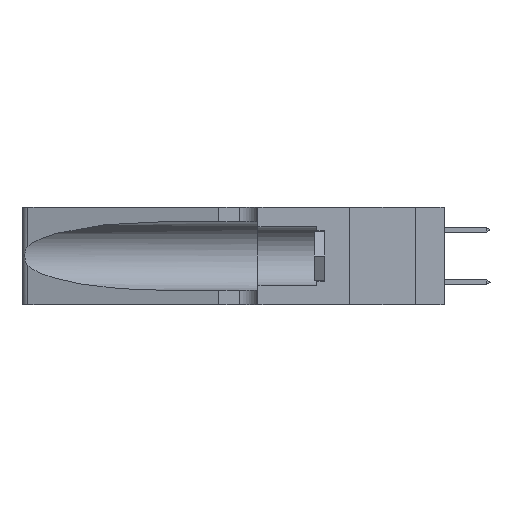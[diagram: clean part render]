
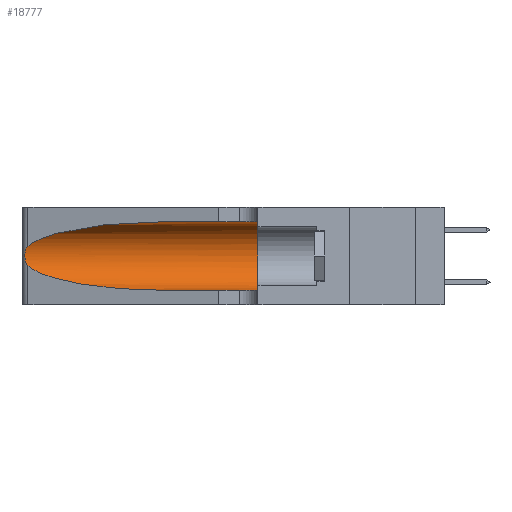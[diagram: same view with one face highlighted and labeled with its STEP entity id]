
A CAD part, left-side view. The second image highlights one B-rep face of the part: STEP entity #18777.
In plain terms, the highlighted cylindrical face has radius 3.308 mm (diameter 6.617 mm), a partial arc.
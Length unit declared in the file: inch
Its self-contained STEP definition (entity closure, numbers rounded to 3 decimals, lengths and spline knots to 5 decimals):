
#312 = LINE ( 'NONE', #4112, #22418 ) ;
#730 = CARTESIAN_POINT ( 'NONE',  ( 0.1305, 0.35, 0.185 ) ) ;
#1220 = ORIENTED_EDGE ( 'NONE', *, *, #18400, .T. ) ;
#1585 = ORIENTED_EDGE ( 'NONE', *, *, #13436, .T. ) ;
#1804 = CARTESIAN_POINT ( 'NONE',  ( 0.1305, 1.61858, 0.31525 ) ) ;
#2007 = CYLINDRICAL_SURFACE ( 'NONE', #9275, 0.13025 ) ;
#2702 = CARTESIAN_POINT ( 'NONE',  ( 0.18966, 0.96281, 0.31525 ) ) ;
#2776 = DIRECTION ( 'NONE',  ( 0., -1., 0. ) ) ;
#2923 = DIRECTION ( 'NONE',  ( 0., 0., 1. ) ) ;
#3123 = ORIENTED_EDGE ( 'NONE', *, *, #19515, .F. ) ;
#3143 =( BOUNDED_CURVE ( )  B_SPLINE_CURVE ( 3, ( #21846, #2702, #7067, #21935 ),
 .UNSPECIFIED., .F., .F. ) 
 B_SPLINE_CURVE_WITH_KNOTS ( ( 4, 4 ),
 ( 1.5708, 2.84003 ),
 .UNSPECIFIED. ) 
 CURVE ( )  GEOMETRIC_REPRESENTATION_ITEM ( )  RATIONAL_B_SPLINE_CURVE ( ( 1., 0.87, 0.87, 1. ) ) 
 REPRESENTATION_ITEM ( '' )  );
#3652 = CARTESIAN_POINT ( 'NONE',  ( 0.2373, 1.15595, 0.08982 ) ) ;
#3971 = CARTESIAN_POINT ( 'NONE',  ( 0.25787, 1.23484, 0.2124 ) ) ;
#4112 = CARTESIAN_POINT ( 'NONE',  ( 0.1305, 1.61858, 0.05475 ) ) ;
#5223 = B_SPLINE_CURVE_WITH_KNOTS ( 'NONE', 3,
 ( #20955, #25189, #16778, #3971, #18924, #6185, #21040, #8303, #23201, #10442, #25274, #12573, #27349, #14729 ),
 .UNSPECIFIED., .F., .F.,
 ( 4, 2, 2, 2, 2, 2, 4 ),
 ( 0., 0.00027, 0.00053, 0.00107, 0.0016, 0.00187, 0.00214 ),
 .UNSPECIFIED. ) ;
#5843 = CARTESIAN_POINT ( 'NONE',  ( 0.18966, 0.96281, 0.05475 ) ) ;
#6071 = CIRCLE ( 'NONE', #23023, 0.13025 ) ;
#6185 = CARTESIAN_POINT ( 'NONE',  ( 0.26018, 1.23835, 0.19895 ) ) ;
#6921 = VERTEX_POINT ( 'NONE', #15901 ) ;
#6959 = VERTEX_POINT ( 'NONE', #22305 ) ;
#7038 = DIRECTION ( 'NONE',  ( 0., 0., -1. ) ) ;
#7067 = CARTESIAN_POINT ( 'NONE',  ( 0.2373, 1.15595, 0.28018 ) ) ;
#7940 = VERTEX_POINT ( 'NONE', #19365 ) ;
#8155 =( BOUNDED_CURVE ( )  B_SPLINE_CURVE ( 3, ( #16469, #3652, #5843, #20726 ),
 .UNSPECIFIED., .F., .T. ) 
 B_SPLINE_CURVE_WITH_KNOTS ( ( 4, 4 ),
 ( 3.44316, 4.71239 ),
 .UNSPECIFIED. ) 
 CURVE ( )  GEOMETRIC_REPRESENTATION_ITEM ( )  RATIONAL_B_SPLINE_CURVE ( ( 1., 0.87, 0.87, 1. ) ) 
 REPRESENTATION_ITEM ( '' )  );
#8303 = CARTESIAN_POINT ( 'NONE',  ( 0.26075, 1.23896, 0.178 ) ) ;
#9071 = VECTOR ( 'NONE', #23210, 39.37008 ) ;
#9260 = ORIENTED_EDGE ( 'NONE', *, *, #19151, .F. ) ;
#9275 = AXIS2_PLACEMENT_3D ( 'NONE', #13446, #2776, #7038 ) ;
#9569 = EDGE_LOOP ( 'NONE', ( #23207, #27396, #1220, #1585, #3123, #9260 ) ) ;
#10442 = CARTESIAN_POINT ( 'NONE',  ( 0.25856, 1.23593, 0.16098 ) ) ;
#12573 = CARTESIAN_POINT ( 'NONE',  ( 0.25639, 1.23186, 0.15144 ) ) ;
#12947 = VERTEX_POINT ( 'NONE', #19732 ) ;
#13436 = EDGE_CURVE ( 'NONE', #12947, #21405, #312, .T. ) ;
#13446 = CARTESIAN_POINT ( 'NONE',  ( 0.1305, 1.61858, 0.185 ) ) ;
#14523 = EDGE_CURVE ( 'NONE', #19527, #6921, #5223, .T. ) ;
#14729 = CARTESIAN_POINT ( 'NONE',  ( 0.25487, 1.22718, 0.14631 ) ) ;
#14878 = DIRECTION ( 'NONE',  ( 0., -1., 0. ) ) ;
#15752 = DIRECTION ( 'NONE',  ( 0., 1., 0. ) ) ;
#15901 = CARTESIAN_POINT ( 'NONE',  ( 0.25487, 1.22718, 0.14631 ) ) ;
#16090 = LINE ( 'NONE', #1804, #9071 ) ;
#16469 = CARTESIAN_POINT ( 'NONE',  ( 0.25487, 1.22718, 0.14631 ) ) ;
#16778 = CARTESIAN_POINT ( 'NONE',  ( 0.25639, 1.23184, 0.21858 ) ) ;
#17890 = CARTESIAN_POINT ( 'NONE',  ( 0.25487, 1.22718, 0.22369 ) ) ;
#18400 = EDGE_CURVE ( 'NONE', #6921, #12947, #8155, .T. ) ;
#18777 = ADVANCED_FACE ( 'NONE', ( #19096 ), #2007, .F. ) ;
#18924 = CARTESIAN_POINT ( 'NONE',  ( 0.25854, 1.2359, 0.20912 ) ) ;
#19096 = FACE_OUTER_BOUND ( 'NONE', #9569, .T. ) ;
#19151 = EDGE_CURVE ( 'NONE', #6959, #7940, #16090, .T. ) ;
#19365 = CARTESIAN_POINT ( 'NONE',  ( 0.1305, 0.35, 0.31525 ) ) ;
#19395 = CARTESIAN_POINT ( 'NONE',  ( 0.1305, 0.35, 0.05475 ) ) ;
#19515 = EDGE_CURVE ( 'NONE', #7940, #21405, #6071, .T. ) ;
#19527 = VERTEX_POINT ( 'NONE', #17890 ) ;
#19732 = CARTESIAN_POINT ( 'NONE',  ( 0.1305, 0.72297, 0.05475 ) ) ;
#20155 = EDGE_CURVE ( 'NONE', #6959, #19527, #3143, .T. ) ;
#20726 = CARTESIAN_POINT ( 'NONE',  ( 0.1305, 0.72297, 0.05475 ) ) ;
#20955 = CARTESIAN_POINT ( 'NONE',  ( 0.25487, 1.22718, 0.22369 ) ) ;
#21040 = CARTESIAN_POINT ( 'NONE',  ( 0.26075, 1.23896, 0.19203 ) ) ;
#21405 = VERTEX_POINT ( 'NONE', #19395 ) ;
#21846 = CARTESIAN_POINT ( 'NONE',  ( 0.1305, 0.72297, 0.31525 ) ) ;
#21935 = CARTESIAN_POINT ( 'NONE',  ( 0.25487, 1.22718, 0.22369 ) ) ;
#22305 = CARTESIAN_POINT ( 'NONE',  ( 0.1305, 0.72297, 0.31525 ) ) ;
#22418 = VECTOR ( 'NONE', #14878, 39.37008 ) ;
#23023 = AXIS2_PLACEMENT_3D ( 'NONE', #730, #15752, #2923 ) ;
#23201 = CARTESIAN_POINT ( 'NONE',  ( 0.26017, 1.23833, 0.17102 ) ) ;
#23207 = ORIENTED_EDGE ( 'NONE', *, *, #20155, .T. ) ;
#23210 = DIRECTION ( 'NONE',  ( 0., -1., 0. ) ) ;
#25189 = CARTESIAN_POINT ( 'NONE',  ( 0.25555, 1.22994, 0.2215 ) ) ;
#25274 = CARTESIAN_POINT ( 'NONE',  ( 0.25789, 1.23486, 0.15765 ) ) ;
#27349 = CARTESIAN_POINT ( 'NONE',  ( 0.25555, 1.22993, 0.14849 ) ) ;
#27396 = ORIENTED_EDGE ( 'NONE', *, *, #14523, .T. ) ;
